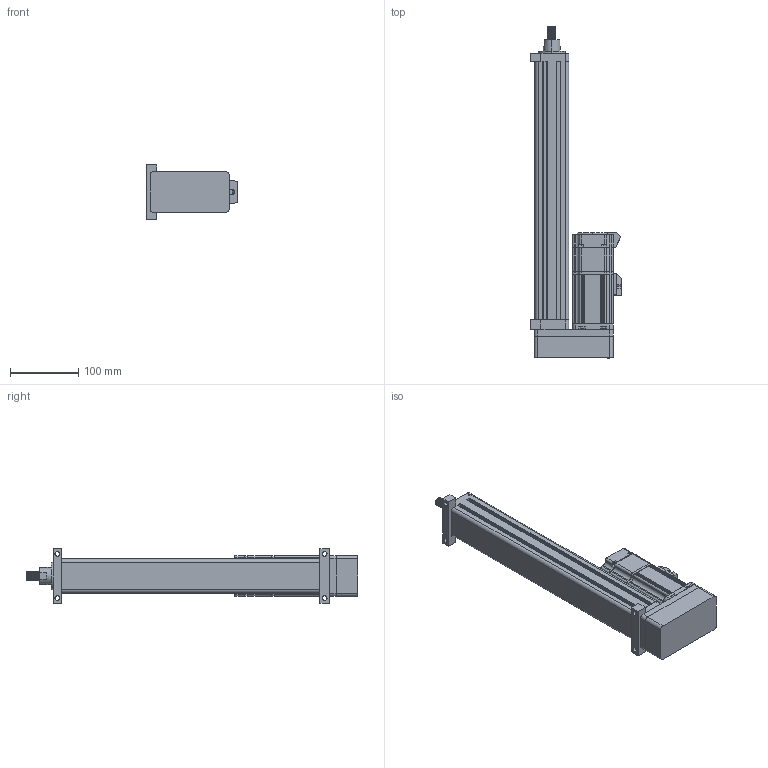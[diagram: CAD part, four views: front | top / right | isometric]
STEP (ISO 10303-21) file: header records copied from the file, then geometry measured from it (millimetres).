
FILE_DESCRIPTION (( 'STEP AP203' ), '1' );
FILE_NAME ('230927-TF-50缸折叠300行程卧式装配体.STEP', '2023-09-27T07:24:55', ( '微软用户' ), ( '微软中国' ), 'SwSTEP 2.0', 'SolidWorks 2016', '' );
FILE_SCHEMA (( 'CONFIG_CONTROL_DESIGN' ));
Length unit declared in the file: millimetre
Products named in the file (3): 230927-TF-50缸折叠300行程卧式装配体; MS5S-60ST(E)-CS01330BZ-20P4-S03(S04); 50缸行程300折叠卧式安装
Assembly tree (2 placements, depth 2):
  230927-TF-50缸折叠300行程卧式装配体
    50缸行程300折叠卧式安装
    MS5S-60ST(E)-CS01330BZ-20P4-S03(S04)
Bounding box: 133 x 488 x 80 mm (x, y, z)
Volume: 770000.7 mm3; surface area: 272475.9 mm2
Topology: 2 solids, 17 shells, 655 faces, 1920 edges, 1303 vertices
Faces by surface type: cylinder 358, plane 266, cone 19, torus 8, bspline 4
Entity records: 25204 total; most frequent: CARTESIAN_POINT 7332, DIRECTION 3908, ORIENTED_EDGE 3298, EDGE_CURVE 1920, AXIS2_PLACEMENT_3D 1417, VERTEX_POINT 1303, VECTOR 1074, LINE 1074
